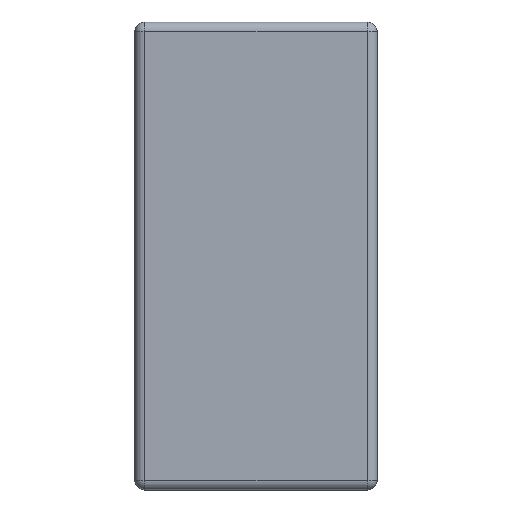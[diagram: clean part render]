
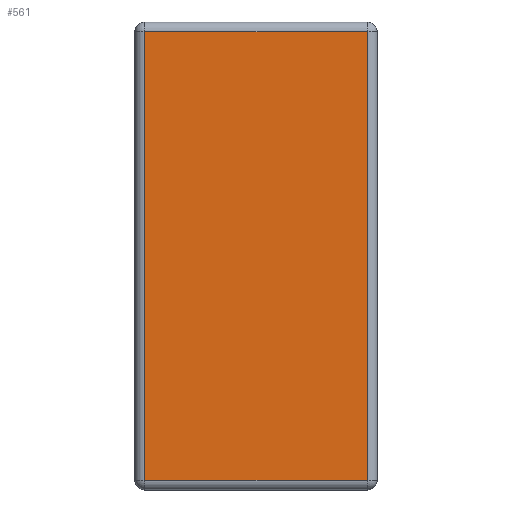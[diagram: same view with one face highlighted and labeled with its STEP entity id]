
A CAD part, left-side view. The second image highlights one B-rep face of the part: STEP entity #561.
In plain terms, the highlighted planar face has unit normal (-1, 0, 0).
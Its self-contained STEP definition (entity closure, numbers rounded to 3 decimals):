
#33 = LINE ( 'NONE', #423, #3465 ) ;
#339 = LINE ( 'NONE', #410, #2869 ) ;
#380 = CARTESIAN_POINT ( 'NONE',  ( 0., 1.45, -0.058 ) ) ;
#383 = CARTESIAN_POINT ( 'NONE',  ( 0., 1.392, -0.058 ) ) ;
#410 = CARTESIAN_POINT ( 'NONE',  ( 0., 0., -2.742 ) ) ;
#423 = CARTESIAN_POINT ( 'NONE',  ( 0., 0.058, 0. ) ) ;
#561 = ADVANCED_FACE ( 'NONE', ( #2646 ), #4159, .T. ) ;
#655 = EDGE_CURVE ( 'NONE', #3806, #3861, #1354, .T. ) ;
#743 = CARTESIAN_POINT ( 'NONE',  ( 0., 1.392, -2.742 ) ) ;
#1141 = EDGE_CURVE ( 'NONE', #1368, #3806, #1363, .T. ) ;
#1305 = CARTESIAN_POINT ( 'NONE',  ( 0., 0.058, -0.058 ) ) ;
#1354 = LINE ( 'NONE', #4262, #2054 ) ;
#1363 = LINE ( 'NONE', #380, #2460 ) ;
#1368 = VERTEX_POINT ( 'NONE', #1305 ) ;
#1513 = EDGE_CURVE ( 'NONE', #2279, #1368, #33, .T. ) ;
#1597 = CARTESIAN_POINT ( 'NONE',  ( 0., 0.058, -2.742 ) ) ;
#1910 = DIRECTION ( 'NONE',  ( -1., 0., 0. ) ) ;
#1954 = ORIENTED_EDGE ( 'NONE', *, *, #1513, .T. ) ;
#2035 = AXIS2_PLACEMENT_3D ( 'NONE', #3427, #1910, #4416 ) ;
#2054 = VECTOR ( 'NONE', #3179, 1000. ) ;
#2103 = ORIENTED_EDGE ( 'NONE', *, *, #4640, .T. ) ;
#2161 = DIRECTION ( 'NONE',  ( 0., 1., 0. ) ) ;
#2279 = VERTEX_POINT ( 'NONE', #1597 ) ;
#2460 = VECTOR ( 'NONE', #2161, 1000. ) ;
#2646 = FACE_OUTER_BOUND ( 'NONE', #2995, .T. ) ;
#2869 = VECTOR ( 'NONE', #3205, 1000. ) ;
#2995 = EDGE_LOOP ( 'NONE', ( #2103, #1954, #4425, #4611 ) ) ;
#3179 = DIRECTION ( 'NONE',  ( 0., 0., -1. ) ) ;
#3205 = DIRECTION ( 'NONE',  ( 0., -1., 0. ) ) ;
#3289 = DIRECTION ( 'NONE',  ( 0., 0., 1. ) ) ;
#3427 = CARTESIAN_POINT ( 'NONE',  ( 0., 0., 0. ) ) ;
#3465 = VECTOR ( 'NONE', #3289, 1000. ) ;
#3806 = VERTEX_POINT ( 'NONE', #383 ) ;
#3861 = VERTEX_POINT ( 'NONE', #743 ) ;
#4159 = PLANE ( 'NONE',  #2035 ) ;
#4262 = CARTESIAN_POINT ( 'NONE',  ( 0., 1.392, -2.8 ) ) ;
#4416 = DIRECTION ( 'NONE',  ( 0., 0., 1. ) ) ;
#4425 = ORIENTED_EDGE ( 'NONE', *, *, #1141, .T. ) ;
#4611 = ORIENTED_EDGE ( 'NONE', *, *, #655, .T. ) ;
#4640 = EDGE_CURVE ( 'NONE', #3861, #2279, #339, .T. ) ;
